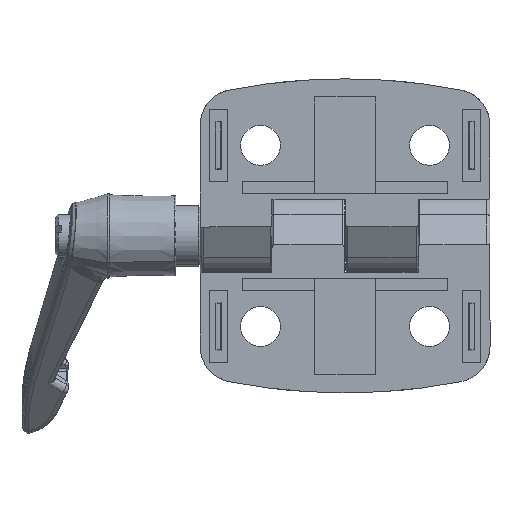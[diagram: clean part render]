
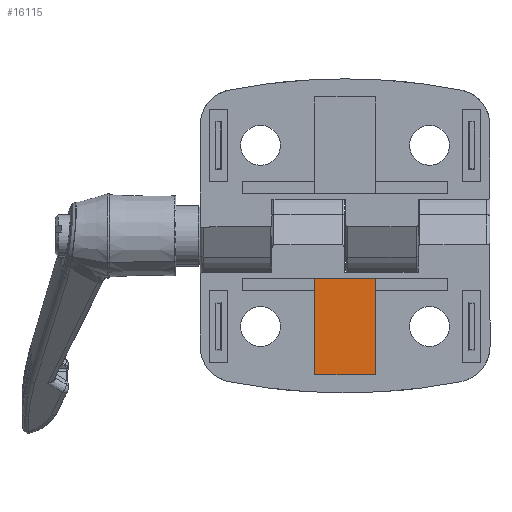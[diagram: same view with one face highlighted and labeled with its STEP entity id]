
A CAD part, front view. The second image highlights one B-rep face of the part: STEP entity #16115.
In plain terms, the highlighted planar face has unit normal (0, -1, 0).
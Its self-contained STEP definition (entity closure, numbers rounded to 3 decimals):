
#191 = DIRECTION ( 'NONE',  ( 0., 0., 1. ) ) ;
#271 = CARTESIAN_POINT ( 'NONE',  ( 5., 1., -7. ) ) ;
#640 = EDGE_LOOP ( 'NONE', ( #7393, #2604, #17550, #4363, #17706, #7525 ) ) ;
#1145 = DIRECTION ( 'NONE',  ( 0., 0., 1. ) ) ;
#2604 = ORIENTED_EDGE ( 'NONE', *, *, #17205, .T. ) ;
#2669 = CARTESIAN_POINT ( 'NONE',  ( -5., 1., -23. ) ) ;
#2886 = VECTOR ( 'NONE', #15912, 1000. ) ;
#3648 = DIRECTION ( 'NONE',  ( 0., 0., -1. ) ) ;
#3979 = VERTEX_POINT ( 'NONE', #12122 ) ;
#4363 = ORIENTED_EDGE ( 'NONE', *, *, #15212, .T. ) ;
#4598 = CARTESIAN_POINT ( 'NONE',  ( 5., 1., -9. ) ) ;
#4742 = CARTESIAN_POINT ( 'NONE',  ( -5., 1., -7. ) ) ;
#5643 = LINE ( 'NONE', #18088, #12597 ) ;
#6598 = LINE ( 'NONE', #4742, #2886 ) ;
#6651 = CARTESIAN_POINT ( 'NONE',  ( -5., 1., -9. ) ) ;
#7110 = VECTOR ( 'NONE', #1145, 1000. ) ;
#7393 = ORIENTED_EDGE ( 'NONE', *, *, #12292, .T. ) ;
#7525 = ORIENTED_EDGE ( 'NONE', *, *, #12984, .T. ) ;
#7549 = LINE ( 'NONE', #8219, #7110 ) ;
#8219 = CARTESIAN_POINT ( 'NONE',  ( 5., 1., -7. ) ) ;
#8580 = DIRECTION ( 'NONE',  ( 0., 1., 0. ) ) ;
#9430 = LINE ( 'NONE', #271, #9861 ) ;
#9457 = AXIS2_PLACEMENT_3D ( 'NONE', #14110, #8580, #191 ) ;
#9709 = DIRECTION ( 'NONE',  ( -1., 0., 0. ) ) ;
#9861 = VECTOR ( 'NONE', #10035, 1000. ) ;
#9891 = CARTESIAN_POINT ( 'NONE',  ( 5., 1., -23. ) ) ;
#9907 = PLANE ( 'NONE',  #9457 ) ;
#10035 = DIRECTION ( 'NONE',  ( 0., 0., 1. ) ) ;
#10179 = EDGE_CURVE ( 'NONE', #3979, #13669, #5643, .T. ) ;
#10429 = CARTESIAN_POINT ( 'NONE',  ( 5., 1., -23. ) ) ;
#10621 = LINE ( 'NONE', #13385, #14327 ) ;
#10720 = EDGE_CURVE ( 'NONE', #13020, #15063, #10621, .T. ) ;
#12122 = CARTESIAN_POINT ( 'NONE',  ( 5., 1., -7. ) ) ;
#12292 = EDGE_CURVE ( 'NONE', #12714, #12563, #7549, .T. ) ;
#12563 = VERTEX_POINT ( 'NONE', #4598 ) ;
#12597 = VECTOR ( 'NONE', #9709, 1000. ) ;
#12714 = VERTEX_POINT ( 'NONE', #10429 ) ;
#12984 = EDGE_CURVE ( 'NONE', #15063, #12714, #17801, .T. ) ;
#13020 = VERTEX_POINT ( 'NONE', #6651 ) ;
#13385 = CARTESIAN_POINT ( 'NONE',  ( -5., 1., -7. ) ) ;
#13617 = VECTOR ( 'NONE', #14990, 1000. ) ;
#13669 = VERTEX_POINT ( 'NONE', #16486 ) ;
#14110 = CARTESIAN_POINT ( 'NONE',  ( 5., 1., -7. ) ) ;
#14327 = VECTOR ( 'NONE', #3648, 1000. ) ;
#14990 = DIRECTION ( 'NONE',  ( 1., 0., 0. ) ) ;
#15063 = VERTEX_POINT ( 'NONE', #2669 ) ;
#15212 = EDGE_CURVE ( 'NONE', #13669, #13020, #6598, .T. ) ;
#15912 = DIRECTION ( 'NONE',  ( 0., 0., -1. ) ) ;
#16115 = ADVANCED_FACE ( 'NONE', ( #16675 ), #9907, .F. ) ;
#16486 = CARTESIAN_POINT ( 'NONE',  ( -5., 1., -7. ) ) ;
#16675 = FACE_OUTER_BOUND ( 'NONE', #640, .T. ) ;
#17205 = EDGE_CURVE ( 'NONE', #12563, #3979, #9430, .T. ) ;
#17550 = ORIENTED_EDGE ( 'NONE', *, *, #10179, .T. ) ;
#17706 = ORIENTED_EDGE ( 'NONE', *, *, #10720, .T. ) ;
#17801 = LINE ( 'NONE', #9891, #13617 ) ;
#18088 = CARTESIAN_POINT ( 'NONE',  ( 5., 1., -7. ) ) ;
